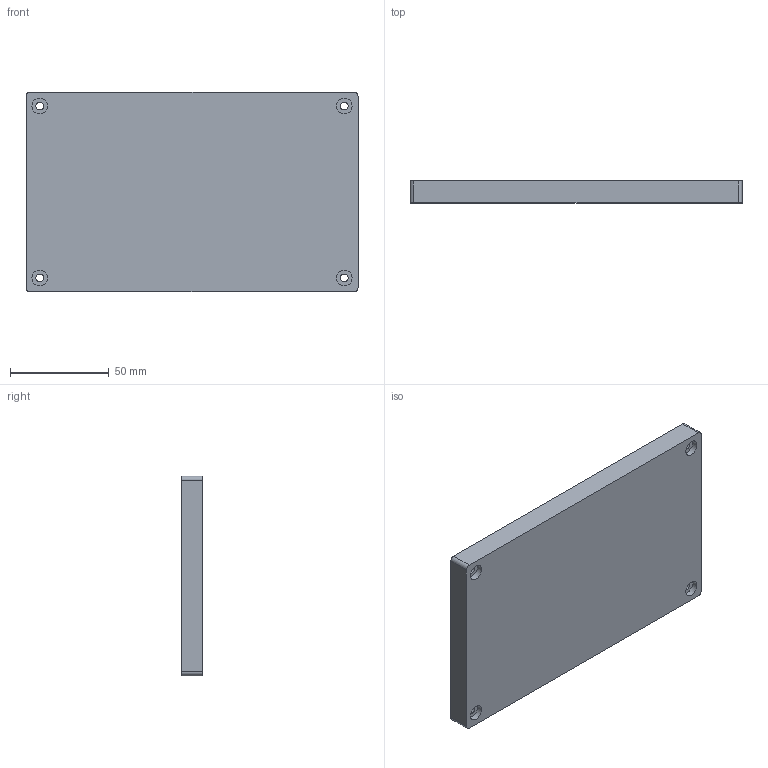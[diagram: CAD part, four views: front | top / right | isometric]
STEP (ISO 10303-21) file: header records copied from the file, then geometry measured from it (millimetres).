
FILE_DESCRIPTION(/* description */ (''),/* implementation_level */ '2;1');
FILE_NAME(/* name */ 'Bottom Case (Battery Tray) v13.step',/* time_stamp */ '2023-05-02T23:08:35-05:00',/* author */ (''),/* organization */ (''),/* preprocessor_version */ 'ST-DEVELOPER v19.2',/* originating_system */ 'Autodesk Translation Framework v12.4.0.73',/* authorisation */ '');
FILE_SCHEMA (('AUTOMOTIVE_DESIGN { 1 0 10303 214 3 1 1 }'));
Length unit declared in the file: millimetre
Products named in the file (1): Bottom Case (Battery Tray)
Bounding box: 168 x 11.1 x 101 mm (x, y, z)
Volume: 70326.8 mm3; surface area: 47211.9 mm2
Topology: 1 solids, 1 shells, 63 faces, 159 edges, 106 vertices
Faces by surface type: cylinder 30, plane 29, torus 4
Full cylindrical faces by diameter (mm): 4 x4, 6 x4, 8 x4
Entity records: 1980 total; most frequent: DIRECTION 357, CARTESIAN_POINT 339, ORIENTED_EDGE 318, EDGE_CURVE 159, AXIS2_PLACEMENT_3D 136, VERTEX_POINT 106, LINE 85, VECTOR 85
